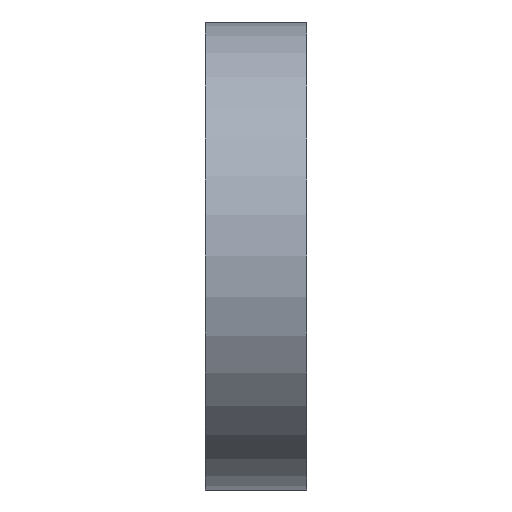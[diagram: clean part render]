
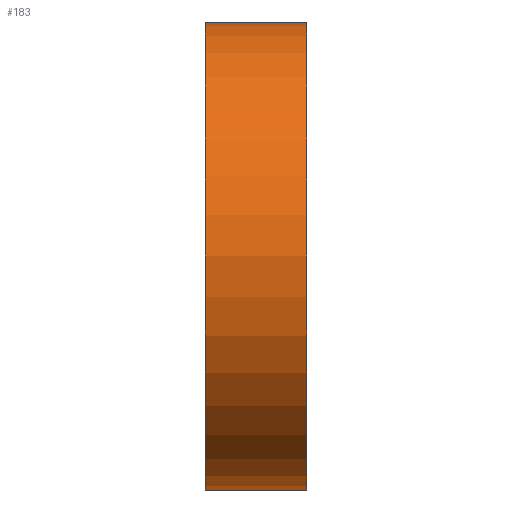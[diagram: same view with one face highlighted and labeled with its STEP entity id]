
A CAD part, left-side view. The second image highlights one B-rep face of the part: STEP entity #183.
In plain terms, the highlighted cylindrical face has radius 11.535 mm (diameter 23.07 mm), a partial arc.
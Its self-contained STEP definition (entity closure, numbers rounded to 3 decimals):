
#20=CIRCLE('',#207,11.535);
#21=CIRCLE('',#208,11.535);
#28=CYLINDRICAL_SURFACE('',#206,11.535);
#36=ORIENTED_EDGE('',*,*,#84,.F.);
#37=ORIENTED_EDGE('',*,*,#83,.F.);
#38=ORIENTED_EDGE('',*,*,#85,.T.);
#39=ORIENTED_EDGE('',*,*,#86,.T.);
#83=EDGE_CURVE('',#107,#105,#123,.T.);
#84=EDGE_CURVE('',#105,#108,#20,.T.);
#85=EDGE_CURVE('',#107,#109,#21,.T.);
#86=EDGE_CURVE('',#109,#108,#124,.T.);
#105=VERTEX_POINT('',#281);
#107=VERTEX_POINT('',#285);
#108=VERTEX_POINT('',#289);
#109=VERTEX_POINT('',#291);
#123=LINE('',#286,#139);
#124=LINE('',#292,#140);
#139=VECTOR('',#230,1000.);
#140=VECTOR('',#237,1000.);
#153=EDGE_LOOP('',(#36,#37,#38,#39));
#165=FACE_BOUND('',#153,.T.);
#183=ADVANCED_FACE('',(#165),#28,.T.);
#206=AXIS2_PLACEMENT_3D('',#287,#231,#232);
#207=AXIS2_PLACEMENT_3D('',#288,#233,#234);
#208=AXIS2_PLACEMENT_3D('',#290,#235,#236);
#230=DIRECTION('',(0.,1.,0.));
#231=DIRECTION('',(0.,1.,0.));
#232=DIRECTION('',(0.,0.,1.));
#233=DIRECTION('',(0.,1.,0.));
#234=DIRECTION('',(0.,0.,1.));
#235=DIRECTION('',(0.,1.,0.));
#236=DIRECTION('',(0.,0.,1.));
#237=DIRECTION('',(0.,1.,0.));
#281=CARTESIAN_POINT('',(-29.135,-29.346,-11.535));
#285=CARTESIAN_POINT('',(-29.135,-34.346,-11.535));
#286=CARTESIAN_POINT('',(-29.135,-34.346,-11.535));
#287=CARTESIAN_POINT('',(-29.135,-34.346,0.));
#288=CARTESIAN_POINT('',(-29.135,-29.346,0.));
#289=CARTESIAN_POINT('',(-29.135,-29.346,11.535));
#290=CARTESIAN_POINT('',(-29.135,-34.346,0.));
#291=CARTESIAN_POINT('',(-29.135,-34.346,11.535));
#292=CARTESIAN_POINT('',(-29.135,-34.346,11.535));
